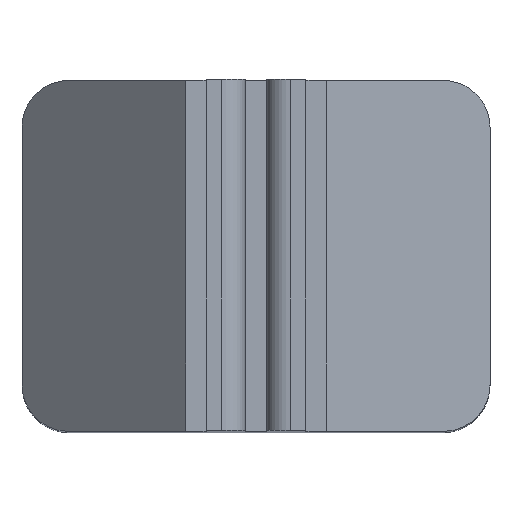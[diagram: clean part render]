
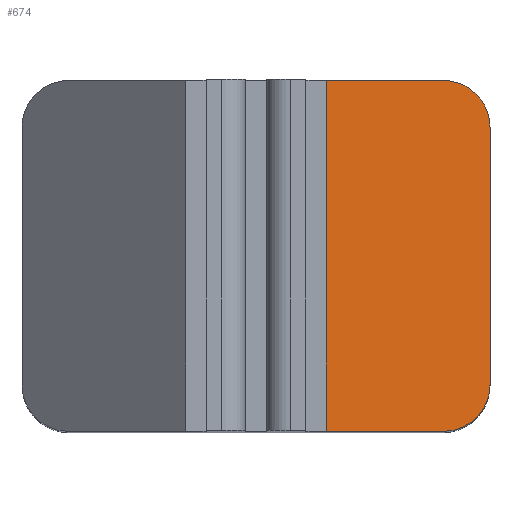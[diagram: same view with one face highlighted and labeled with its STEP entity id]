
A CAD part, top view. The second image highlights one B-rep face of the part: STEP entity #674.
In plain terms, the highlighted planar face has unit normal (0.707, 0, 0.707).
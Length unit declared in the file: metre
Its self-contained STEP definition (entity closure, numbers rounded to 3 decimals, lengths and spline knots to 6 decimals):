
#16=ELLIPSE('',#740,0.007184,0.00508);
#17=ELLIPSE('',#741,0.007184,0.00508);
#154=ORIENTED_EDGE('',*,*,#281,.F.);
#155=ORIENTED_EDGE('',*,*,#330,.T.);
#156=ORIENTED_EDGE('',*,*,#319,.F.);
#157=ORIENTED_EDGE('',*,*,#257,.F.);
#158=ORIENTED_EDGE('',*,*,#272,.F.);
#159=ORIENTED_EDGE('',*,*,#331,.T.);
#257=EDGE_CURVE('',#355,#353,#415,.T.);
#272=EDGE_CURVE('',#369,#355,#429,.T.);
#281=EDGE_CURVE('',#376,#377,#437,.T.);
#319=EDGE_CURVE('',#353,#404,#465,.T.);
#330=EDGE_CURVE('',#376,#404,#16,.T.);
#331=EDGE_CURVE('',#369,#377,#17,.T.);
#353=VERTEX_POINT('',#992);
#355=VERTEX_POINT('',#996);
#369=VERTEX_POINT('',#1027);
#376=VERTEX_POINT('',#1044);
#377=VERTEX_POINT('',#1046);
#404=VERTEX_POINT('',#1120);
#415=LINE('',#997,#489);
#429=LINE('',#1028,#503);
#437=LINE('',#1045,#511);
#465=LINE('',#1119,#539);
#489=VECTOR('',#788,1.);
#503=VECTOR('',#808,1.);
#511=VECTOR('',#820,1.);
#539=VECTOR('',#886,1.);
#572=EDGE_LOOP('',(#154,#155,#156,#157,#158,#159));
#612=FACE_BOUND('',#572,.T.);
#648=PLANE('',#739);
#674=ADVANCED_FACE('',(#612),#648,.T.);
#739=AXIS2_PLACEMENT_3D('',#1136,#901,#902);
#740=AXIS2_PLACEMENT_3D('',#1137,#903,#904);
#741=AXIS2_PLACEMENT_3D('',#1138,#905,#906);
#788=DIRECTION('',(0.,1.,0.));
#808=DIRECTION('',(-0.707,0.,0.707));
#820=DIRECTION('',(0.,-1.,0.));
#886=DIRECTION('',(0.707,0.,-0.707));
#901=DIRECTION('',(0.707,0.,0.707));
#902=DIRECTION('',(0.,-1.,0.));
#903=DIRECTION('',(0.707,0.,0.707));
#904=DIRECTION('',(-0.707,0.,0.707));
#905=DIRECTION('',(0.707,0.,0.707));
#906=DIRECTION('',(-0.707,0.,0.707));
#992=CARTESIAN_POINT('',(0.00762,0.01905,0.094059));
#996=CARTESIAN_POINT('',(0.00762,-0.01905,0.094059));
#997=CARTESIAN_POINT('',(0.00762,0.01905,0.094059));
#1027=CARTESIAN_POINT('',(0.02032,-0.01905,0.081359));
#1028=CARTESIAN_POINT('',(0.04449,-0.01905,0.05719));
#1044=CARTESIAN_POINT('',(0.0254,0.01397,0.076279));
#1045=CARTESIAN_POINT('',(0.0254,-0.01905,0.076279));
#1046=CARTESIAN_POINT('',(0.0254,-0.01397,0.076279));
#1119=CARTESIAN_POINT('',(0.00381,0.01905,0.097869));
#1120=CARTESIAN_POINT('',(0.02032,0.01905,0.081359));
#1136=CARTESIAN_POINT('',(0.00762,0.,0.094059));
#1137=CARTESIAN_POINT('',(0.02032,0.01397,0.081359));
#1138=CARTESIAN_POINT('',(0.02032,-0.01397,0.081359));
